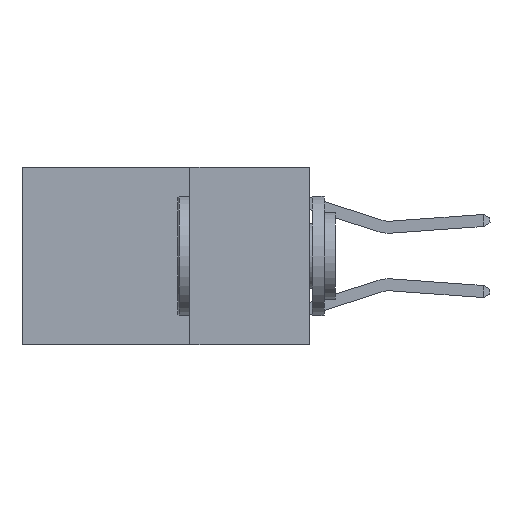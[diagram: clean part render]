
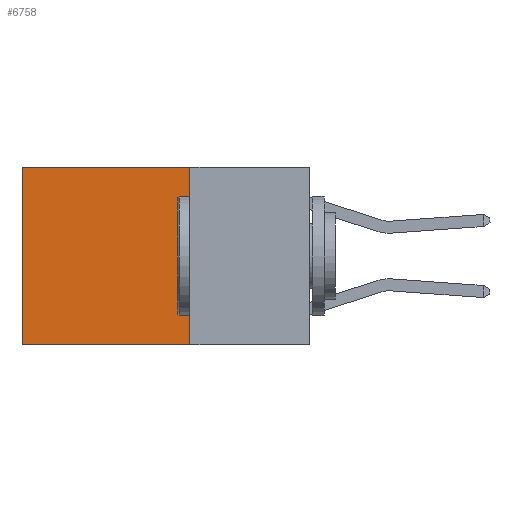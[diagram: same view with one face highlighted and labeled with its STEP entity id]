
A CAD part, left-side view. The second image highlights one B-rep face of the part: STEP entity #6758.
In plain terms, the highlighted planar face has unit normal (-1, 0, 0).
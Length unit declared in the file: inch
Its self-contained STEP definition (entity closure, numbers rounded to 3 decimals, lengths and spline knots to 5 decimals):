
#3188 = VERTEX_POINT ( 'NONE', #9922 ) ;
#3673 = DIRECTION ( 'NONE',  ( 0., 0., -1. ) ) ;
#3910 = VECTOR ( 'NONE', #3673, 39.37008 ) ;
#5687 = DIRECTION ( 'NONE',  ( 0., 0., -1. ) ) ;
#5868 = AXIS2_PLACEMENT_3D ( 'NONE', #29338, #7752, #24639 ) ;
#6152 = LINE ( 'NONE', #25585, #24674 ) ;
#6758 = ADVANCED_FACE ( 'NONE', ( #28090 ), #22226, .F. ) ;
#7048 = ORIENTED_EDGE ( 'NONE', *, *, #26169, .T. ) ;
#7752 = DIRECTION ( 'NONE',  ( 1., 0., 0. ) ) ;
#8832 = ORIENTED_EDGE ( 'NONE', *, *, #12256, .T. ) ;
#9922 = CARTESIAN_POINT ( 'NONE',  ( 0.2625, 0.25, 0. ) ) ;
#9985 = ORIENTED_EDGE ( 'NONE', *, *, #27886, .F. ) ;
#10480 = CARTESIAN_POINT ( 'NONE',  ( 0.2625, 0.25, 0. ) ) ;
#10805 = EDGE_CURVE ( 'NONE', #3188, #20687, #26248, .T. ) ;
#12256 = EDGE_CURVE ( 'NONE', #3188, #19529, #6152, .T. ) ;
#12414 = CARTESIAN_POINT ( 'NONE',  ( 0.2625, 0.25, -0.37 ) ) ;
#13452 = VECTOR ( 'NONE', #5687, 39.37008 ) ;
#13696 = VECTOR ( 'NONE', #26818, 39.37008 ) ;
#13752 = CARTESIAN_POINT ( 'NONE',  ( 0.2625, 0.6, 0. ) ) ;
#14805 = EDGE_LOOP ( 'NONE', ( #7048, #9985, #16042, #8832 ) ) ;
#16042 = ORIENTED_EDGE ( 'NONE', *, *, #10805, .F. ) ;
#16813 = LINE ( 'NONE', #18085, #3910 ) ;
#18082 = CARTESIAN_POINT ( 'NONE',  ( 0.2625, 0.6, -0.37 ) ) ;
#18085 = CARTESIAN_POINT ( 'NONE',  ( 0.2625, 0.6, 0. ) ) ;
#19529 = VERTEX_POINT ( 'NONE', #13752 ) ;
#20107 = LINE ( 'NONE', #12414, #13696 ) ;
#20687 = VERTEX_POINT ( 'NONE', #27987 ) ;
#22226 = PLANE ( 'NONE',  #5868 ) ;
#23934 = VERTEX_POINT ( 'NONE', #18082 ) ;
#24639 = DIRECTION ( 'NONE',  ( 0., 0., -1. ) ) ;
#24674 = VECTOR ( 'NONE', #27966, 39.37008 ) ;
#25585 = CARTESIAN_POINT ( 'NONE',  ( 0.2625, 0.25, 0. ) ) ;
#26169 = EDGE_CURVE ( 'NONE', #19529, #23934, #16813, .T. ) ;
#26248 = LINE ( 'NONE', #10480, #13452 ) ;
#26818 = DIRECTION ( 'NONE',  ( 0., 1., 0. ) ) ;
#27886 = EDGE_CURVE ( 'NONE', #20687, #23934, #20107, .T. ) ;
#27966 = DIRECTION ( 'NONE',  ( 0., 1., 0. ) ) ;
#27987 = CARTESIAN_POINT ( 'NONE',  ( 0.2625, 0.25, -0.37 ) ) ;
#28090 = FACE_OUTER_BOUND ( 'NONE', #14805, .T. ) ;
#29338 = CARTESIAN_POINT ( 'NONE',  ( 0.2625, 0.25, 0. ) ) ;
